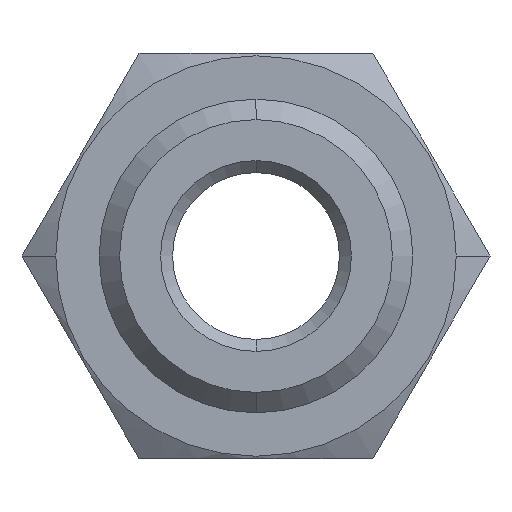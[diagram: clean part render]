
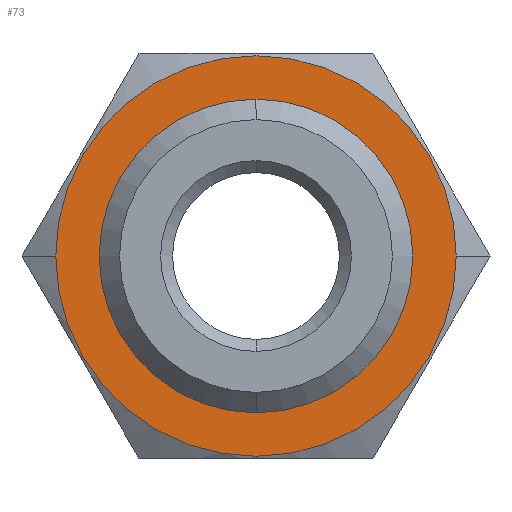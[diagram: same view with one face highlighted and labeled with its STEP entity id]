
A CAD part, front view. The second image highlights one B-rep face of the part: STEP entity #73.
In plain terms, the highlighted planar face has unit normal (0, -1, 0).
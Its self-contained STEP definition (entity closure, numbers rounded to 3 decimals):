
#73=ADVANCED_FACE('',(#158,#159),#160,.F.);
#158=FACE_OUTER_BOUND('',#254,.T.);
#159=FACE_BOUND('',#255,.T.);
#160=PLANE('',#256);
#254=EDGE_LOOP('',(#399,#400));
#255=EDGE_LOOP('',(#401,#402));
#256=AXIS2_PLACEMENT_3D('',#403,#404,#405);
#399=ORIENTED_EDGE('',*,*,#611,.F.);
#400=ORIENTED_EDGE('',*,*,#559,.F.);
#401=ORIENTED_EDGE('',*,*,#612,.F.);
#402=ORIENTED_EDGE('',*,*,#595,.F.);
#403=CARTESIAN_POINT('',(0.0,-2.5,0.0));
#404=DIRECTION('',(0.0,1.0,0.0));
#405=DIRECTION('',(1.0,0.0,-0.0));
#559=EDGE_CURVE('',#653,#656,#657,.T.);
#595=EDGE_CURVE('',#717,#714,#719,.T.);
#611=EDGE_CURVE('',#656,#653,#743,.T.);
#612=EDGE_CURVE('',#714,#717,#744,.T.);
#653=VERTEX_POINT('',#790);
#656=VERTEX_POINT('',#794);
#657=CIRCLE('',#795,8.4);
#714=VERTEX_POINT('',#917);
#717=VERTEX_POINT('',#921);
#719=CIRCLE('',#924,6.579);
#743=CIRCLE('',#969,8.4);
#744=CIRCLE('',#970,6.579);
#790=CARTESIAN_POINT('',(8.4,-2.5,0.));
#794=CARTESIAN_POINT('',(-8.4,-2.5,0.0));
#795=AXIS2_PLACEMENT_3D('',#1059,#1060,#1061);
#917=CARTESIAN_POINT('',(0.0,-2.5,-6.579));
#921=CARTESIAN_POINT('',(0.,-2.5,6.579));
#924=AXIS2_PLACEMENT_3D('',#1105,#1106,#1107);
#969=AXIS2_PLACEMENT_3D('',#1129,#1130,#1131);
#970=AXIS2_PLACEMENT_3D('',#1132,#1133,#1134);
#1059=CARTESIAN_POINT('',(0.0,-2.5,0.0));
#1060=DIRECTION('',(-0.0,1.0,0.0));
#1061=DIRECTION('',(1.0,0.0,0.0));
#1105=CARTESIAN_POINT('',(0.0,-2.5,0.0));
#1106=DIRECTION('',(0.0,-1.0,0.0));
#1107=DIRECTION('',(0.0,0.0,1.0));
#1129=CARTESIAN_POINT('',(0.0,-2.5,0.0));
#1130=DIRECTION('',(-0.0,1.0,0.0));
#1131=DIRECTION('',(1.0,0.0,0.0));
#1132=CARTESIAN_POINT('',(0.0,-2.5,0.0));
#1133=DIRECTION('',(0.0,-1.0,0.0));
#1134=DIRECTION('',(0.0,0.0,1.0));
